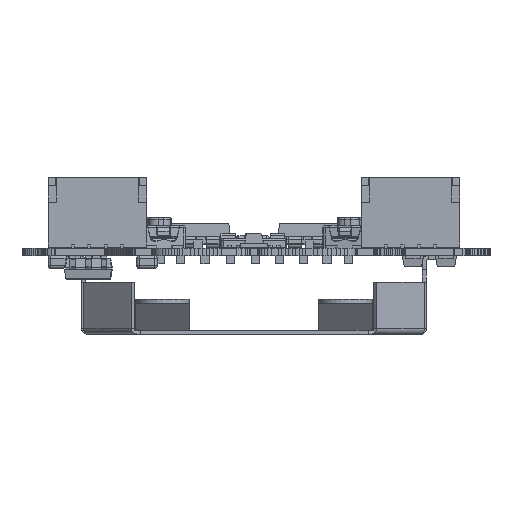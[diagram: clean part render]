
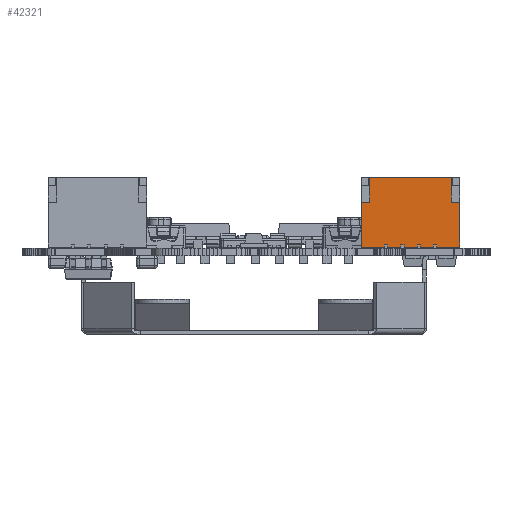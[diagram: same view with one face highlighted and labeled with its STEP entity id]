
A CAD part, front view. The second image highlights one B-rep face of the part: STEP entity #42321.
In plain terms, the highlighted face is planar.
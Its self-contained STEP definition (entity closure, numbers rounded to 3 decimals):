
#41812 = VERTEX_POINT('',#41813);
#41813 = CARTESIAN_POINT('',(-3.,0.,2.2));
#41821 = EDGE_CURVE('',#41822,#41812,#41824,.T.);
#41822 = VERTEX_POINT('',#41823);
#41823 = CARTESIAN_POINT('',(-3.,2.75,2.2));
#41824 = LINE('',#41825,#41826);
#41825 = CARTESIAN_POINT('',(-3.,0.,2.2));
#41826 = VECTOR('',#41827,1.);
#41827 = DIRECTION('',(-0.,-1.,-0.));
#41900 = VERTEX_POINT('',#41901);
#41901 = CARTESIAN_POINT('',(-2.5,4.25,2.2));
#41909 = EDGE_CURVE('',#41910,#41900,#41912,.T.);
#41910 = VERTEX_POINT('',#41911);
#41911 = CARTESIAN_POINT('',(2.5,4.25,2.2));
#41912 = LINE('',#41913,#41914);
#41913 = CARTESIAN_POINT('',(-3.,4.25,2.2));
#41914 = VECTOR('',#41915,1.);
#41915 = DIRECTION('',(-1.,0.,-0.));
#42088 = VERTEX_POINT('',#42089);
#42089 = CARTESIAN_POINT('',(3.,2.75,2.2));
#42095 = EDGE_CURVE('',#42096,#42088,#42098,.T.);
#42096 = VERTEX_POINT('',#42097);
#42097 = CARTESIAN_POINT('',(3.,0.,2.2));
#42098 = LINE('',#42099,#42100);
#42099 = CARTESIAN_POINT('',(3.,0.,2.2));
#42100 = VECTOR('',#42101,1.);
#42101 = DIRECTION('',(0.,1.,0.));
#42206 = EDGE_CURVE('',#41812,#42096,#42207,.T.);
#42207 = LINE('',#42208,#42209);
#42208 = CARTESIAN_POINT('',(3.,0.,2.2));
#42209 = VECTOR('',#42210,1.);
#42210 = DIRECTION('',(1.,0.,-0.));
#42321 = ADVANCED_FACE('',(#42322),#42356,.T.);
#42322 = FACE_BOUND('',#42323,.T.);
#42323 = EDGE_LOOP('',(#42324,#42325,#42326,#42334,#42340,#42341,#42349,
    #42355));
#42324 = ORIENTED_EDGE('',*,*,#42206,.T.);
#42325 = ORIENTED_EDGE('',*,*,#42095,.T.);
#42326 = ORIENTED_EDGE('',*,*,#42327,.T.);
#42327 = EDGE_CURVE('',#42088,#42328,#42330,.T.);
#42328 = VERTEX_POINT('',#42329);
#42329 = CARTESIAN_POINT('',(2.5,2.75,2.2));
#42330 = LINE('',#42331,#42332);
#42331 = CARTESIAN_POINT('',(-3.,2.75,2.2));
#42332 = VECTOR('',#42333,1.);
#42333 = DIRECTION('',(-1.,-0.,0.));
#42334 = ORIENTED_EDGE('',*,*,#42335,.T.);
#42335 = EDGE_CURVE('',#42328,#41910,#42336,.T.);
#42336 = LINE('',#42337,#42338);
#42337 = CARTESIAN_POINT('',(2.5,0.,2.2));
#42338 = VECTOR('',#42339,1.);
#42339 = DIRECTION('',(0.,1.,0.));
#42340 = ORIENTED_EDGE('',*,*,#41909,.T.);
#42341 = ORIENTED_EDGE('',*,*,#42342,.T.);
#42342 = EDGE_CURVE('',#41900,#42343,#42345,.T.);
#42343 = VERTEX_POINT('',#42344);
#42344 = CARTESIAN_POINT('',(-2.5,2.75,2.2));
#42345 = LINE('',#42346,#42347);
#42346 = CARTESIAN_POINT('',(-2.5,0.,2.2));
#42347 = VECTOR('',#42348,1.);
#42348 = DIRECTION('',(-0.,-1.,-0.));
#42349 = ORIENTED_EDGE('',*,*,#42350,.T.);
#42350 = EDGE_CURVE('',#42343,#41822,#42351,.T.);
#42351 = LINE('',#42352,#42353);
#42352 = CARTESIAN_POINT('',(-3.,2.75,2.2));
#42353 = VECTOR('',#42354,1.);
#42354 = DIRECTION('',(-1.,-0.,0.));
#42355 = ORIENTED_EDGE('',*,*,#41821,.T.);
#42356 = PLANE('',#42357);
#42357 = AXIS2_PLACEMENT_3D('',#42358,#42359,#42360);
#42358 = CARTESIAN_POINT('',(-3.,0.,2.2));
#42359 = DIRECTION('',(0.,-0.,1.));
#42360 = DIRECTION('',(1.,0.,0.));
